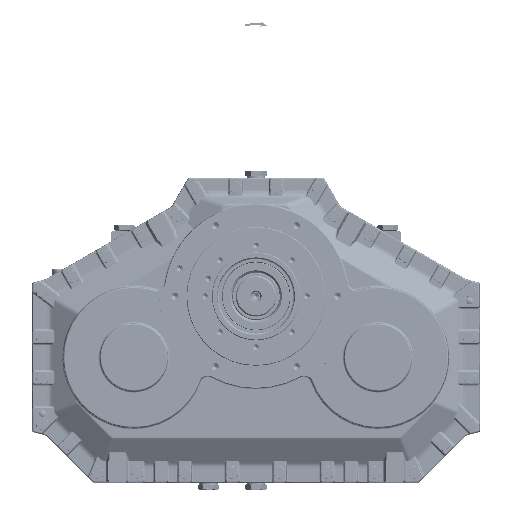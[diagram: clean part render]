
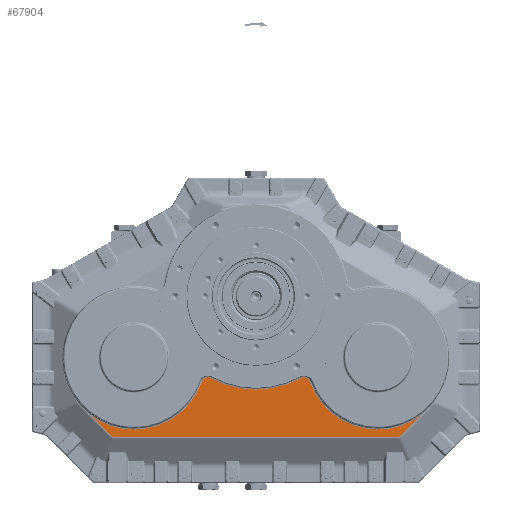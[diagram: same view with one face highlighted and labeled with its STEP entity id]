
A CAD part, top view. The second image highlights one B-rep face of the part: STEP entity #67904.
In plain terms, the highlighted planar face has unit normal (0, 0, 1).
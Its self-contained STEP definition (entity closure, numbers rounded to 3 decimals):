
#1763 = CARTESIAN_POINT ( 'NONE',  ( 211.935, -207.244, 35. ) ) ;
#2518 = VERTEX_POINT ( 'NONE', #313330 ) ;
#7560 = ORIENTED_EDGE ( 'NONE', *, *, #308615, .T. ) ;
#10360 = CARTESIAN_POINT ( 'NONE',  ( -62.296, -207.558, 35. ) ) ;
#10668 = DIRECTION ( 'NONE',  ( 0., 0., -1. ) ) ;
#11709 = CARTESIAN_POINT ( 'NONE',  ( -62.296, 240.304, 35. ) ) ;
#18695 = CARTESIAN_POINT ( 'NONE',  ( -361.112, -58.511, 35. ) ) ;
#23374 = ORIENTED_EDGE ( 'NONE', *, *, #176530, .T. ) ;
#27982 = DIRECTION ( 'NONE',  ( 0.707, 0.707, 0. ) ) ;
#31693 = EDGE_CURVE ( 'NONE', #257237, #204294, #206152, .T. ) ;
#31929 = CARTESIAN_POINT ( 'NONE',  ( 212.439, -207.035, 35. ) ) ;
#32866 = VERTEX_POINT ( 'NONE', #257264 ) ;
#34995 = CARTESIAN_POINT ( 'NONE',  ( -66.148, -120.565, 35. ) ) ;
#35377 = EDGE_CURVE ( 'NONE', #213370, #32866, #312061, .T. ) ;
#42384 =( BOUNDED_CURVE ( )  B_SPLINE_CURVE ( 3, ( #143164, #120335, #241749, #91122 ),
 .UNSPECIFIED., .F., .F. ) 
 B_SPLINE_CURVE_WITH_KNOTS ( ( 4, 4 ),
 ( 6.079, 6.283 ),
 .UNSPECIFIED. ) 
 CURVE ( )  GEOMETRIC_REPRESENTATION_ITEM ( )  RATIONAL_B_SPLINE_CURVE ( ( 1., 0.997, 0.997, 1. ) ) 
 REPRESENTATION_ITEM ( '' )  );
#43760 =( BOUNDED_CURVE ( )  B_SPLINE_CURVE ( 3, ( #302582, #154029, #178907, #155076 ),
 .UNSPECIFIED., .F., .F. ) 
 B_SPLINE_CURVE_WITH_KNOTS ( ( 4, 4 ),
 ( 6.079, 6.283 ),
 .UNSPECIFIED. ) 
 CURVE ( )  GEOMETRIC_REPRESENTATION_ITEM ( )  RATIONAL_B_SPLINE_CURVE ( ( 1., 0.997, 0.997, 1. ) ) 
 REPRESENTATION_ITEM ( '' )  );
#67904 = ADVANCED_FACE ( 'NONE', ( #150233 ), #211099, .F. ) ;
#70506 = ORIENTED_EDGE ( 'NONE', *, *, #31693, .T. ) ;
#74089 = VERTEX_POINT ( 'NONE', #34995 ) ;
#78775 = CIRCLE ( 'NONE', #112768, 9.481 ) ;
#81593 = CARTESIAN_POINT ( 'NONE',  ( 79.641, -125.699, 35. ) ) ;
#87905 = ORIENTED_EDGE ( 'NONE', *, *, #180028, .T. ) ;
#88645 = AXIS2_PLACEMENT_3D ( 'NONE', #148619, #146474, #249340 ) ;
#91122 = CARTESIAN_POINT ( 'NONE',  ( 211.935, -207.244, 35. ) ) ;
#112768 = AXIS2_PLACEMENT_3D ( 'NONE', #248567, #123958, #246453 ) ;
#118222 = DIRECTION ( 'NONE',  ( -1., 0., 0. ) ) ;
#120335 = CARTESIAN_POINT ( 'NONE',  ( 210.887, -207.558, 35. ) ) ;
#121101 = CIRCLE ( 'NONE', #154653, 9.481 ) ;
#123958 = DIRECTION ( 'NONE',  ( 0., 0., 1. ) ) ;
#125573 = CARTESIAN_POINT ( 'NONE',  ( 66.148, -120.565, 35. ) ) ;
#126967 = LINE ( 'NONE', #18695, #177274 ) ;
#128419 = DIRECTION ( 'NONE',  ( -1., 0., 0. ) ) ;
#135521 = EDGE_CURVE ( 'NONE', #2518, #272831, #275520, .T. ) ;
#140239 = VERTEX_POINT ( 'NONE', #177141 ) ;
#141038 = DIRECTION ( 'NONE',  ( 0., 0., 1. ) ) ;
#142937 = CARTESIAN_POINT ( 'NONE',  ( 298.815, -120.807, 35. ) ) ;
#143164 = CARTESIAN_POINT ( 'NONE',  ( 210.309, -207.558, 35. ) ) ;
#143650 = VECTOR ( 'NONE', #27982, 1000. ) ;
#146474 = DIRECTION ( 'NONE',  ( 0., 0., -1. ) ) ;
#147651 = CARTESIAN_POINT ( 'NONE',  ( -211.935, -207.244, 35. ) ) ;
#148619 = CARTESIAN_POINT ( 'NONE',  ( -180., -90., 35. ) ) ;
#150233 = FACE_OUTER_BOUND ( 'NONE', #236403, .T. ) ;
#153986 = CARTESIAN_POINT ( 'NONE',  ( -210.887, -207.558, 35. ) ) ;
#154029 = CARTESIAN_POINT ( 'NONE',  ( -212.897, -206.725, 35. ) ) ;
#154653 = AXIS2_PLACEMENT_3D ( 'NONE', #165855, #141038, #187529 ) ;
#155076 = CARTESIAN_POINT ( 'NONE',  ( -211.935, -207.244, 35. ) ) ;
#155740 = ORIENTED_EDGE ( 'NONE', *, *, #35377, .T. ) ;
#159667 = AXIS2_PLACEMENT_3D ( 'NONE', #292812, #267841, #118222 ) ;
#162077 = CARTESIAN_POINT ( 'NONE',  ( 210.309, -207.558, 35. ) ) ;
#165855 = CARTESIAN_POINT ( 'NONE',  ( -70.709, -128.877, 35. ) ) ;
#173604 =( BOUNDED_CURVE ( )  B_SPLINE_CURVE ( 3, ( #279124, #31929, #304102, #226972 ),
 .UNSPECIFIED., .F., .F. ) 
 B_SPLINE_CURVE_WITH_KNOTS ( ( 4, 4 ),
 ( 0., 0.204 ),
 .UNSPECIFIED. ) 
 CURVE ( )  GEOMETRIC_REPRESENTATION_ITEM ( )  RATIONAL_B_SPLINE_CURVE ( ( 1., 0.997, 0.997, 1. ) ) 
 REPRESENTATION_ITEM ( '' )  );
#173740 = ORIENTED_EDGE ( 'NONE', *, *, #187176, .T. ) ;
#176530 = EDGE_CURVE ( 'NONE', #204294, #283617, #42384, .T. ) ;
#177141 = CARTESIAN_POINT ( 'NONE',  ( -213.306, -206.316, 35. ) ) ;
#177274 = VECTOR ( 'NONE', #218097, 1000. ) ;
#177728 = VERTEX_POINT ( 'NONE', #81593 ) ;
#178907 = CARTESIAN_POINT ( 'NONE',  ( -212.439, -207.035, 35. ) ) ;
#180028 = EDGE_CURVE ( 'NONE', #32866, #140239, #126967, .T. ) ;
#182094 = ORIENTED_EDGE ( 'NONE', *, *, #266189, .T. ) ;
#186392 = EDGE_CURVE ( 'NONE', #283617, #2518, #173604, .T. ) ;
#187176 = EDGE_CURVE ( 'NONE', #290738, #74089, #208199, .T. ) ;
#187529 = DIRECTION ( 'NONE',  ( -1., 0., 0. ) ) ;
#195322 = CARTESIAN_POINT ( 'NONE',  ( -211.935, -207.244, 35. ) ) ;
#197375 = CARTESIAN_POINT ( 'NONE',  ( -211.431, -207.453, 35. ) ) ;
#203093 = DIRECTION ( 'NONE',  ( 0., 0., -1. ) ) ;
#204294 = VERTEX_POINT ( 'NONE', #162077 ) ;
#206152 = LINE ( 'NONE', #10360, #229506 ) ;
#208199 = CIRCLE ( 'NONE', #267920, 137.519 ) ;
#211099 = PLANE ( 'NONE',  #245418 ) ;
#212067 = CARTESIAN_POINT ( 'NONE',  ( 246.069, -173.553, 35. ) ) ;
#213370 = VERTEX_POINT ( 'NONE', #239794 ) ;
#218097 = DIRECTION ( 'NONE',  ( 0.707, -0.707, 0. ) ) ;
#221200 = ORIENTED_EDGE ( 'NONE', *, *, #319378, .T. ) ;
#226972 = CARTESIAN_POINT ( 'NONE',  ( 213.306, -206.316, 35. ) ) ;
#229506 = VECTOR ( 'NONE', #231558, 1000. ) ;
#230059 = EDGE_CURVE ( 'NONE', #140239, #295317, #43760, .T. ) ;
#231558 = DIRECTION ( 'NONE',  ( 1., 0., 0. ) ) ;
#236403 = EDGE_LOOP ( 'NONE', ( #320961, #182094, #7560, #173740, #313703, #155740, #87905, #238213, #221200, #70506, #23374, #315163 ) ) ;
#238213 = ORIENTED_EDGE ( 'NONE', *, *, #230059, .T. ) ;
#239794 = CARTESIAN_POINT ( 'NONE',  ( -79.641, -125.699, 35. ) ) ;
#241749 = CARTESIAN_POINT ( 'NONE',  ( 211.431, -207.453, 35. ) ) ;
#245418 = AXIS2_PLACEMENT_3D ( 'NONE', #11709, #10668, #308896 ) ;
#246453 = DIRECTION ( 'NONE',  ( -1., 0., 0. ) ) ;
#248567 = CARTESIAN_POINT ( 'NONE',  ( 70.709, -128.877, 35. ) ) ;
#249340 = DIRECTION ( 'NONE',  ( -1., 0., 0. ) ) ;
#252699 = CARTESIAN_POINT ( 'NONE',  ( -210.309, -207.558, 35. ) ) ;
#254062 = CIRCLE ( 'NONE', #159667, 106.519 ) ;
#257237 = VERTEX_POINT ( 'NONE', #274567 ) ;
#257264 = CARTESIAN_POINT ( 'NONE',  ( -246.069, -173.553, 35. ) ) ;
#266189 = EDGE_CURVE ( 'NONE', #272831, #177728, #254062, .T. ) ;
#267841 = DIRECTION ( 'NONE',  ( 0., 0., -1. ) ) ;
#267920 = AXIS2_PLACEMENT_3D ( 'NONE', #301891, #203093, #128419 ) ;
#272831 = VERTEX_POINT ( 'NONE', #212067 ) ;
#274567 = CARTESIAN_POINT ( 'NONE',  ( -210.309, -207.558, 35. ) ) ;
#275520 = LINE ( 'NONE', #142937, #143650 ) ;
#279124 = CARTESIAN_POINT ( 'NONE',  ( 211.935, -207.244, 35. ) ) ;
#283617 = VERTEX_POINT ( 'NONE', #1763 ) ;
#290738 = VERTEX_POINT ( 'NONE', #125573 ) ;
#292812 = CARTESIAN_POINT ( 'NONE',  ( 180., -90., 35. ) ) ;
#295317 = VERTEX_POINT ( 'NONE', #195322 ) ;
#301891 = CARTESIAN_POINT ( 'NONE',  ( 0., 0., 35. ) ) ;
#302582 = CARTESIAN_POINT ( 'NONE',  ( -213.306, -206.316, 35. ) ) ;
#304102 = CARTESIAN_POINT ( 'NONE',  ( 212.897, -206.725, 35. ) ) ;
#308615 = EDGE_CURVE ( 'NONE', #177728, #290738, #78775, .T. ) ;
#308896 = DIRECTION ( 'NONE',  ( -1., 0., 0. ) ) ;
#308984 = EDGE_CURVE ( 'NONE', #74089, #213370, #121101, .T. ) ;
#309764 =( BOUNDED_CURVE ( )  B_SPLINE_CURVE ( 3, ( #147651, #197375, #153986, #252699 ),
 .UNSPECIFIED., .F., .F. ) 
 B_SPLINE_CURVE_WITH_KNOTS ( ( 4, 4 ),
 ( 0., 0.204 ),
 .UNSPECIFIED. ) 
 CURVE ( )  GEOMETRIC_REPRESENTATION_ITEM ( )  RATIONAL_B_SPLINE_CURVE ( ( 1., 0.997, 0.997, 1. ) ) 
 REPRESENTATION_ITEM ( '' )  );
#312061 = CIRCLE ( 'NONE', #88645, 106.519 ) ;
#313330 = CARTESIAN_POINT ( 'NONE',  ( 213.306, -206.316, 35. ) ) ;
#313703 = ORIENTED_EDGE ( 'NONE', *, *, #308984, .T. ) ;
#315163 = ORIENTED_EDGE ( 'NONE', *, *, #186392, .T. ) ;
#319378 = EDGE_CURVE ( 'NONE', #295317, #257237, #309764, .T. ) ;
#320961 = ORIENTED_EDGE ( 'NONE', *, *, #135521, .T. ) ;
